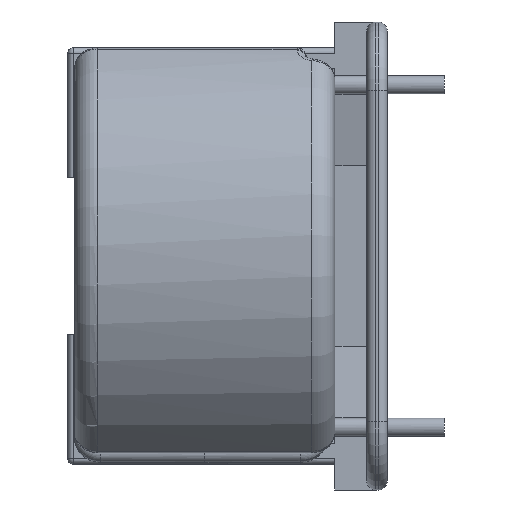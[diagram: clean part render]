
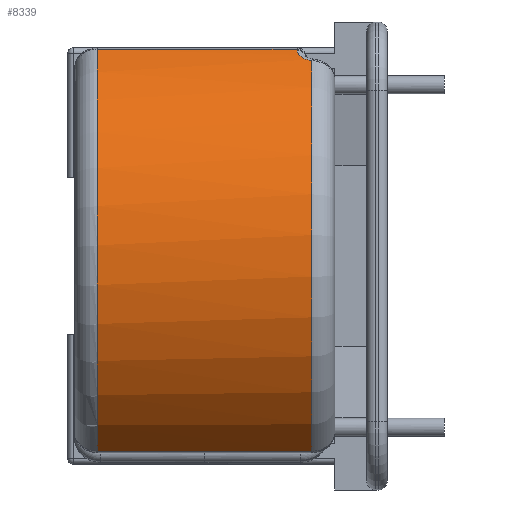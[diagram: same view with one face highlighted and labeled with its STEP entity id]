
A CAD part, left-side view. The second image highlights one B-rep face of the part: STEP entity #8339.
In plain terms, the highlighted cylindrical face has radius 21 mm (diameter 42 mm), a partial arc.
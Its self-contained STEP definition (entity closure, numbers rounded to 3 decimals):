
#402 = CYLINDRICAL_SURFACE ( 'NONE', #21464, 21. ) ;
#907 = EDGE_CURVE ( 'NONE', #3948, #23476, #1673, .T. ) ;
#1673 = B_SPLINE_CURVE_WITH_KNOTS ( 'NONE', 3,
 ( #19241, #7998, #9768, #8073, #11808, #6390, #11556, #15392, #19070, #22798 ),
 .UNSPECIFIED., .F., .F.,
 ( 4, 2, 2, 2, 4 ),
 ( 0., 0.001, 0.001, 0.002, 0.002 ),
 .UNSPECIFIED. ) ;
#1964 = DIRECTION ( 'NONE',  ( 0., 0., 1. ) ) ;
#2417 = CARTESIAN_POINT ( 'NONE',  ( 0., -9.4, 0. ) ) ;
#2493 = DIRECTION ( 'NONE',  ( 0., -1., 0. ) ) ;
#3504 = CARTESIAN_POINT ( 'NONE',  ( -12.194, 9.4, -17.097 ) ) ;
#3948 = VERTEX_POINT ( 'NONE', #15857 ) ;
#4846 = EDGE_CURVE ( 'NONE', #11092, #19052, #16516, .T. ) ;
#5414 = AXIS2_PLACEMENT_3D ( 'NONE', #2417, #2493, #15539 ) ;
#6390 = CARTESIAN_POINT ( 'NONE',  ( -11.814, -8.577, 17.363 ) ) ;
#6718 = CARTESIAN_POINT ( 'NONE',  ( -12.17, -9.4, 17.114 ) ) ;
#6895 = AXIS2_PLACEMENT_3D ( 'NONE', #16814, #23999, #1964 ) ;
#7211 = DIRECTION ( 'NONE',  ( 0., 0., -1. ) ) ;
#7243 = CARTESIAN_POINT ( 'NONE',  ( -10.622, 11.4, 18.116 ) ) ;
#7279 = DIRECTION ( 'NONE',  ( 0., -1., 0. ) ) ;
#7538 = ORIENTED_EDGE ( 'NONE', *, *, #16879, .F. ) ;
#7998 = CARTESIAN_POINT ( 'NONE',  ( -10.964, -8.1, 17.911 ) ) ;
#8073 = CARTESIAN_POINT ( 'NONE',  ( -11.426, -8.253, 17.62 ) ) ;
#8271 = CARTESIAN_POINT ( 'NONE',  ( 0., -8.1, 0. ) ) ;
#8339 = ADVANCED_FACE ( 'NONE', ( #15882 ), #402, .T. ) ;
#9768 = CARTESIAN_POINT ( 'NONE',  ( -11.122, -8.13, 17.814 ) ) ;
#11092 = VERTEX_POINT ( 'NONE', #17990 ) ;
#11111 = AXIS2_PLACEMENT_3D ( 'NONE', #8271, #17405, #17575 ) ;
#11303 = CIRCLE ( 'NONE', #11111, 21. ) ;
#11556 = CARTESIAN_POINT ( 'NONE',  ( -11.918, -8.717, 17.291 ) ) ;
#11799 = EDGE_CURVE ( 'NONE', #19052, #23008, #13058, .T. ) ;
#11808 = CARTESIAN_POINT ( 'NONE',  ( -11.565, -8.342, 17.529 ) ) ;
#12276 = CIRCLE ( 'NONE', #5414, 21. ) ;
#13035 = ORIENTED_EDGE ( 'NONE', *, *, #16117, .F. ) ;
#13058 = CIRCLE ( 'NONE', #6895, 21. ) ;
#13547 = VECTOR ( 'NONE', #24162, 1000. ) ;
#15138 = CARTESIAN_POINT ( 'NONE',  ( -10.622, 9.4, 18.116 ) ) ;
#15225 = ORIENTED_EDGE ( 'NONE', *, *, #11799, .F. ) ;
#15392 = CARTESIAN_POINT ( 'NONE',  ( -12.083, -9.039, 17.176 ) ) ;
#15539 = DIRECTION ( 'NONE',  ( 0., 0., 1. ) ) ;
#15857 = CARTESIAN_POINT ( 'NONE',  ( -10.801, -8.1, 18.009 ) ) ;
#15882 = FACE_OUTER_BOUND ( 'NONE', #15906, .T. ) ;
#15906 = EDGE_LOOP ( 'NONE', ( #7538, #22447, #13035, #16693, #15225, #18839 ) ) ;
#16117 = EDGE_CURVE ( 'NONE', #18986, #3948, #11303, .T. ) ;
#16240 = VECTOR ( 'NONE', #18506, 1000. ) ;
#16516 = LINE ( 'NONE', #22506, #13547 ) ;
#16693 = ORIENTED_EDGE ( 'NONE', *, *, #20350, .F. ) ;
#16814 = CARTESIAN_POINT ( 'NONE',  ( 0., 9.4, 0. ) ) ;
#16879 = EDGE_CURVE ( 'NONE', #23476, #11092, #12276, .T. ) ;
#17405 = DIRECTION ( 'NONE',  ( 0., -1., 0. ) ) ;
#17575 = DIRECTION ( 'NONE',  ( 0., 0., -1. ) ) ;
#17990 = CARTESIAN_POINT ( 'NONE',  ( -12.194, -9.4, -17.097 ) ) ;
#18467 = CARTESIAN_POINT ( 'NONE',  ( 0., 11.4, 0. ) ) ;
#18506 = DIRECTION ( 'NONE',  ( 0., -1., 0. ) ) ;
#18839 = ORIENTED_EDGE ( 'NONE', *, *, #4846, .F. ) ;
#18986 = VERTEX_POINT ( 'NONE', #22002 ) ;
#19052 = VERTEX_POINT ( 'NONE', #3504 ) ;
#19070 = CARTESIAN_POINT ( 'NONE',  ( -12.139, -9.213, 17.136 ) ) ;
#19137 = LINE ( 'NONE', #7243, #16240 ) ;
#19241 = CARTESIAN_POINT ( 'NONE',  ( -10.801, -8.1, 18.009 ) ) ;
#20350 = EDGE_CURVE ( 'NONE', #23008, #18986, #19137, .T. ) ;
#21464 = AXIS2_PLACEMENT_3D ( 'NONE', #18467, #7279, #7211 ) ;
#22002 = CARTESIAN_POINT ( 'NONE',  ( -10.622, -8.1, 18.116 ) ) ;
#22447 = ORIENTED_EDGE ( 'NONE', *, *, #907, .F. ) ;
#22506 = CARTESIAN_POINT ( 'NONE',  ( -12.194, 11.4, -17.097 ) ) ;
#22798 = CARTESIAN_POINT ( 'NONE',  ( -12.17, -9.4, 17.114 ) ) ;
#23008 = VERTEX_POINT ( 'NONE', #15138 ) ;
#23476 = VERTEX_POINT ( 'NONE', #6718 ) ;
#23999 = DIRECTION ( 'NONE',  ( 0., 1., 0. ) ) ;
#24162 = DIRECTION ( 'NONE',  ( 0., 1., 0. ) ) ;
